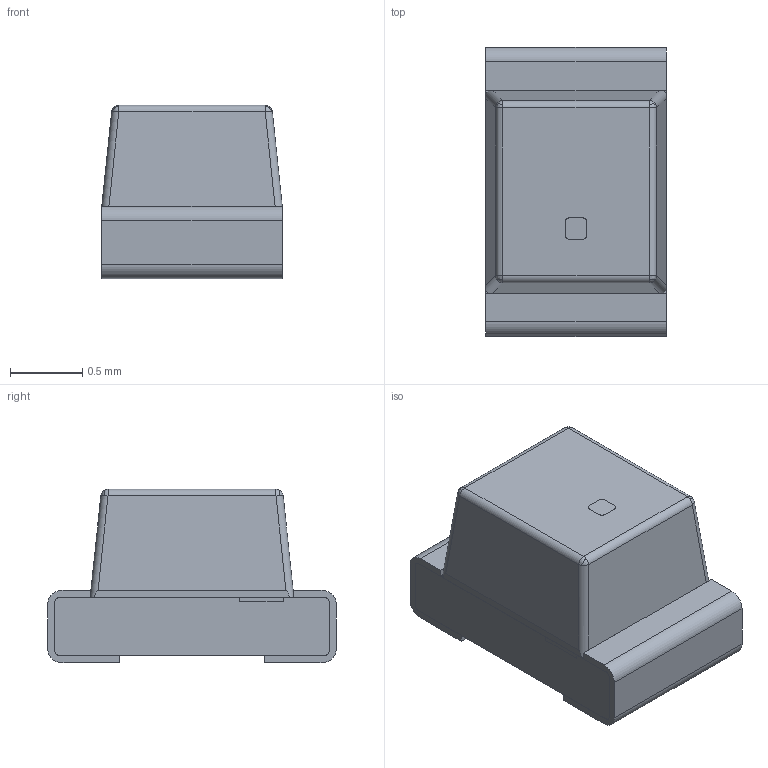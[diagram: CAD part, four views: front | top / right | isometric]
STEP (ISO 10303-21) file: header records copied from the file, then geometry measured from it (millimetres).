
FILE_DESCRIPTION (( 'STEP AP214' ), '1' );
FILE_NAME ('LTST-C170GKT.STEP', '2024-04-18T13:15:22', ( '' ), ( '' ), 'SwSTEP 2.0', 'SolidWorks 2023', '' );
FILE_SCHEMA (( 'AUTOMOTIVE_DESIGN' ));
Length unit declared in the file: millimetre
Products named in the file (6): 3; 5; 4; 1; LTST-C170GKT; 2
Assembly tree (5 placements, depth 2):
  LTST-C170GKT
    1
    2
    3
    4
    5
Bounding box: 1.25 x 2 x 1.2 mm (x, y, z)
Volume: 2.3 mm3; surface area: 21.2 mm2
Topology: 6 solids, 6 shells, 93 faces, 240 edges, 152 vertices
Faces by surface type: plane 57, cylinder 28, bspline 8
Entity records: 4077 total; most frequent: CARTESIAN_POINT 641, DIRECTION 474, ORIENTED_EDGE 464, EDGE_CURVE 232, AXIS2_PLACEMENT_3D 161, LINE 152, VERTEX_POINT 152, VECTOR 152
